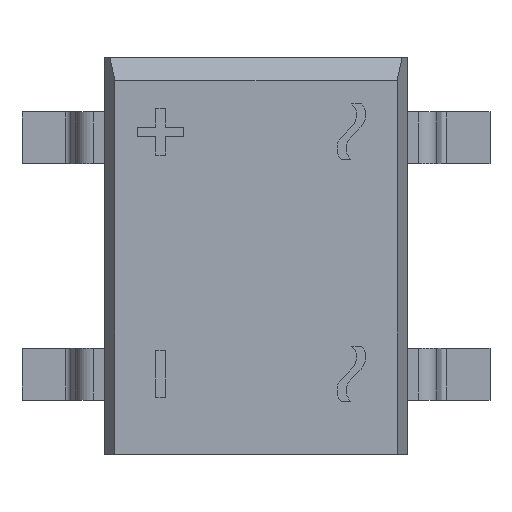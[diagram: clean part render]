
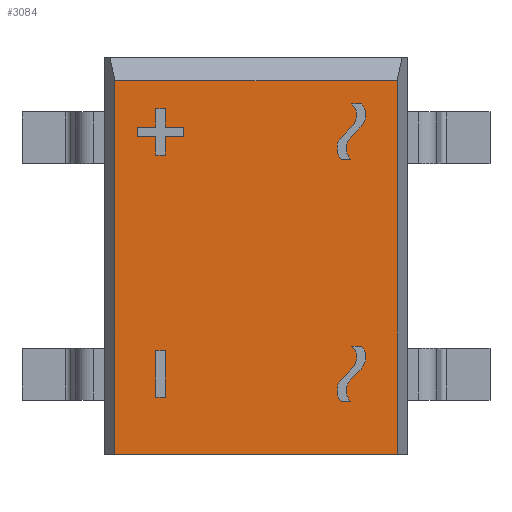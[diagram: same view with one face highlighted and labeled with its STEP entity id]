
A CAD part, top view. The second image highlights one B-rep face of the part: STEP entity #3084.
In plain terms, the highlighted free-form (B-spline) face has degree [1, 1] with [2, 2] control points.
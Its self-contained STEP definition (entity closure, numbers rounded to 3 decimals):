
#3019=CARTESIAN_POINT('',(3.03,3.758,2.27));
#3020=VERTEX_POINT('',#3019);
#3037=CARTESIAN_POINT('',(-3.03,3.758,2.27));
#3038=VERTEX_POINT('',#3037);
#3045=CARTESIAN_POINT('',(-3.03,3.758,2.27));
#3046=DIRECTION('',(1.0,0.0,0.0));
#3047=VECTOR('',#3046,6.06);
#3048=LINE('',#3045,#3047);
#3049=EDGE_CURVE('',#3038,#3020,#3048,.T.);
#3054=CARTESIAN_POINT('',(-3.03,3.758,2.27));
#3055=CARTESIAN_POINT('',(-3.03,-4.255,2.27));
#3056=CARTESIAN_POINT('',(3.03,3.757,2.27));
#3057=CARTESIAN_POINT('',(3.03,-4.255,2.27));
#3058=B_SPLINE_SURFACE_WITH_KNOTS('',1,1,((#3054,#3056),(#3055,#3057)),.UNSPECIFIED.,.F.,.F.,.U.,(2,2),(2,2),(0.0,8.012),(0.0,6.06),.UNSPECIFIED.);
#3059=ORIENTED_EDGE('',*,*,#3049,.F.);
#3060=CARTESIAN_POINT('',(-3.03,-4.255,2.27));
#3061=VERTEX_POINT('',#3060);
#3062=CARTESIAN_POINT('',(-3.03,-4.255,2.27));
#3063=DIRECTION('',(0.0,1.0,0.0));
#3064=VECTOR('',#3063,8.012);
#3065=LINE('',#3062,#3064);
#3066=EDGE_CURVE('',#3061,#3038,#3065,.T.);
#3067=ORIENTED_EDGE('',*,*,#3066,.F.);
#3068=CARTESIAN_POINT('',(3.03,-4.255,2.27));
#3069=VERTEX_POINT('',#3068);
#3070=CARTESIAN_POINT('',(3.03,-4.255,2.27));
#3071=DIRECTION('',(-1.0,0.0,0.0));
#3072=VECTOR('',#3071,6.06);
#3073=LINE('',#3070,#3072);
#3074=EDGE_CURVE('',#3069,#3061,#3073,.T.);
#3075=ORIENTED_EDGE('',*,*,#3074,.F.);
#3076=CARTESIAN_POINT('',(3.03,3.758,2.27));
#3077=DIRECTION('',(0.0,-1.0,0.0));
#3078=VECTOR('',#3077,8.012);
#3079=LINE('',#3076,#3078);
#3080=EDGE_CURVE('',#3020,#3069,#3079,.T.);
#3081=ORIENTED_EDGE('',*,*,#3080,.F.);
#3082=EDGE_LOOP('',(#3059,#3067,#3075,#3081));
#3083=FACE_OUTER_BOUND('',#3082,.T.);
#3084=ADVANCED_FACE('',(#3083),#3058,.T.);
